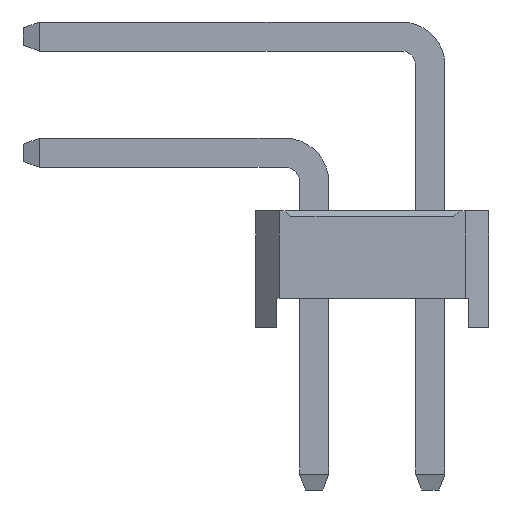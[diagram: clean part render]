
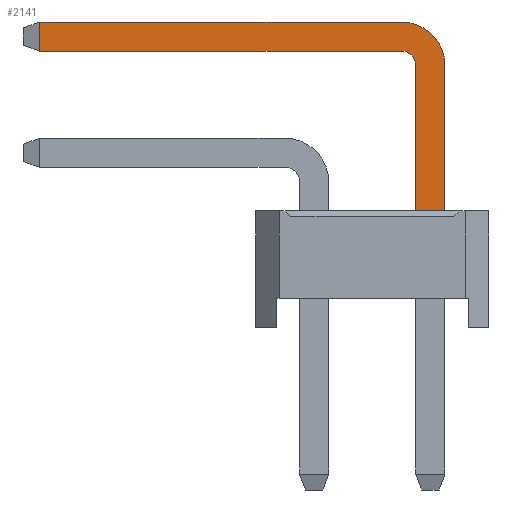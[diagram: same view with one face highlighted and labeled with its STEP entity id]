
A CAD part, left-side view. The second image highlights one B-rep face of the part: STEP entity #2141.
In plain terms, the highlighted planar face has unit normal (-1, 0, 0).
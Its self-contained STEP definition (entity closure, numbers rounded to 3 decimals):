
#2141=ADVANCED_FACE('',(#9177),#9179,.T.);
#9177=FACE_BOUND('',#9178,.T.);
#9178=EDGE_LOOP('',(#14873,#14874,#14875,#14876,#14877,#14878,#14879,#14880));
#9179=PLANE('',#9180);
#9180=AXIS2_PLACEMENT_3D('',#9181,#9182,#9183);
#9181=CARTESIAN_POINT('',(-0.25,-1.75,-2.8));
#9182=DIRECTION('',(-1.,0.,0.));
#9183=DIRECTION('',(0.,-1.,0.));
#14873=ORIENTED_EDGE('',*,*,#18377,.F.);
#14874=ORIENTED_EDGE('',*,*,#18378,.F.);
#14875=ORIENTED_EDGE('',*,*,#18379,.F.);
#14876=ORIENTED_EDGE('',*,*,#18380,.F.);
#14877=ORIENTED_EDGE('',*,*,#17493,.T.);
#14878=ORIENTED_EDGE('',*,*,#18376,.T.);
#14879=ORIENTED_EDGE('',*,*,#18381,.T.);
#14880=ORIENTED_EDGE('',*,*,#18382,.T.);
#17493=EDGE_CURVE('',#19691,#19689,#19692,.T.);
#18376=EDGE_CURVE('',#19689,#21204,#21206,.T.);
#18377=EDGE_CURVE('',#21207,#21208,#21209,.T.);
#18378=EDGE_CURVE('',#21210,#21207,#21211,.T.);
#18379=EDGE_CURVE('',#21212,#21210,#21213,.T.);
#18380=EDGE_CURVE('',#19691,#21212,#21214,.T.);
#18381=EDGE_CURVE('',#21204,#21215,#21216,.T.);
#18382=EDGE_CURVE('',#21215,#21208,#21217,.T.);
#19689=VERTEX_POINT('',#23334);
#19691=VERTEX_POINT('',#23338);
#19692=LINE('',#23339,#23340);
#21204=VERTEX_POINT('',#26673);
#21206=LINE('',#26677,#26678);
#21207=VERTEX_POINT('',#26680);
#21208=VERTEX_POINT('',#26681);
#21209=LINE('',#26682,#26683);
#21210=VERTEX_POINT('',#26685);
#21211=LINE('',#26686,#26687);
#21212=VERTEX_POINT('',#26689);
#21213=CIRCLE('',#26690,0.25);
#21214=LINE('',#26694,#26695);
#21215=VERTEX_POINT('',#26697);
#21216=CIRCLE('',#26698,0.75);
#21217=LINE('',#26702,#26703);
#23334=CARTESIAN_POINT('',(-0.25,-2.25,2.));
#23338=CARTESIAN_POINT('',(-0.25,-1.75,2.));
#23339=CARTESIAN_POINT('',(-0.25,-1.75,2.));
#23340=VECTOR('',#23341,1.);
#23341=DIRECTION('',(0.,-1.,0.));
#26673=CARTESIAN_POINT('',(-0.25,-2.25,4.5));
#26677=CARTESIAN_POINT('',(-0.25,-2.25,2.));
#26678=VECTOR('',#26679,1.);
#26679=DIRECTION('',(0.,0.,1.));
#26680=CARTESIAN_POINT('',(-0.25,4.725,4.75));
#26681=CARTESIAN_POINT('',(-0.25,4.725,5.25));
#26682=CARTESIAN_POINT('',(-0.25,4.725,4.75));
#26683=VECTOR('',#26684,1.);
#26684=DIRECTION('',(0.,0.,1.));
#26685=CARTESIAN_POINT('',(-0.25,-1.5,4.75));
#26686=CARTESIAN_POINT('',(-0.25,-1.5,4.75));
#26687=VECTOR('',#26688,1.);
#26688=DIRECTION('',(0.,1.,0.));
#26689=CARTESIAN_POINT('',(-0.25,-1.75,4.5));
#26690=AXIS2_PLACEMENT_3D('',#26691,#26692,#26693);
#26691=CARTESIAN_POINT('',(-0.25,-1.5,4.5));
#26692=DIRECTION('',(-1.,-0.,0.));
#26693=DIRECTION('',(0.,-1.,0.));
#26694=CARTESIAN_POINT('',(-0.25,-1.75,2.));
#26695=VECTOR('',#26696,1.);
#26696=DIRECTION('',(0.,0.,1.));
#26697=CARTESIAN_POINT('',(-0.25,-1.5,5.25));
#26698=AXIS2_PLACEMENT_3D('',#26699,#26700,#26701);
#26699=CARTESIAN_POINT('',(-0.25,-1.5,4.5));
#26700=DIRECTION('',(-1.,-0.,0.));
#26701=DIRECTION('',(0.,-1.,0.));
#26702=CARTESIAN_POINT('',(-0.25,-1.5,5.25));
#26703=VECTOR('',#26704,1.);
#26704=DIRECTION('',(0.,1.,0.));
